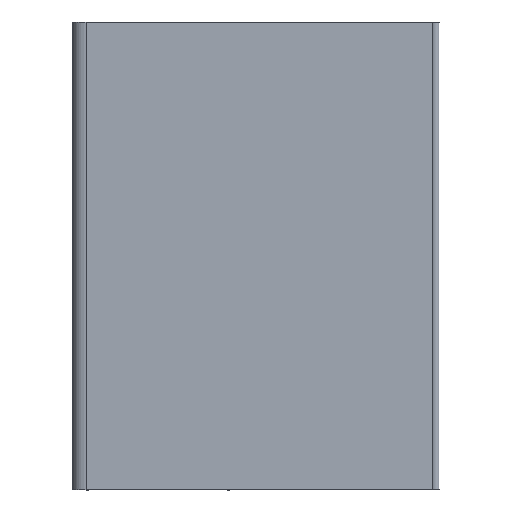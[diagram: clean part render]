
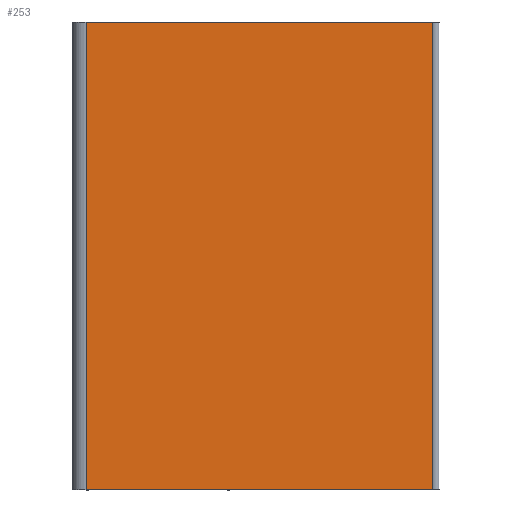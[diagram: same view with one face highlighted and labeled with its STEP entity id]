
A CAD part, top view. The second image highlights one B-rep face of the part: STEP entity #253.
In plain terms, the highlighted planar face has unit normal (0, 0, 1).
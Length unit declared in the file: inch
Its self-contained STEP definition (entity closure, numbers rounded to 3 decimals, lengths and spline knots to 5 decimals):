
#190=CARTESIAN_POINT('',(9.10956,8.21119,0.59195));
#191=VERTEX_POINT('',#190);
#199=CARTESIAN_POINT('',(9.10956,2.21119,0.59195));
#200=VERTEX_POINT('',#199);
#201=CARTESIAN_POINT('',(9.10956,5.21119,0.59195));
#202=DIRECTION('',(0.,-1.,0.));
#203=VECTOR('',#202,1.);
#204=LINE('',#201,#203);
#205=EDGE_CURVE('',#191,#200,#204,.T.);
#223=CARTESIAN_POINT('',(4.6703,8.21119,0.59195));
#224=VERTEX_POINT('',#223);
#225=CARTESIAN_POINT('',(9.10956,8.21119,0.59195));
#226=DIRECTION('',(-1.,0.,0.));
#227=VECTOR('',#226,1.);
#228=LINE('',#225,#227);
#229=EDGE_CURVE('',#191,#224,#228,.T.);
#230=ORIENTED_EDGE('',*,*,#229,.T.);
#231=CARTESIAN_POINT('',(4.6703,2.21119,0.59195));
#232=VERTEX_POINT('',#231);
#233=CARTESIAN_POINT('',(4.6703,5.21119,0.59195));
#234=DIRECTION('',(0.,1.,0.));
#235=VECTOR('',#234,1.);
#236=LINE('',#233,#235);
#237=EDGE_CURVE('',#232,#224,#236,.T.);
#238=ORIENTED_EDGE('',*,*,#237,.F.);
#239=CARTESIAN_POINT('',(9.10956,2.21119,0.59195));
#240=DIRECTION('',(1.,0.,0.));
#241=VECTOR('',#240,1.);
#242=LINE('',#239,#241);
#243=EDGE_CURVE('',#232,#200,#242,.T.);
#244=ORIENTED_EDGE('',*,*,#243,.T.);
#245=ORIENTED_EDGE('',*,*,#205,.F.);
#246=EDGE_LOOP('',(#230,#238,#244,#245));
#247=FACE_OUTER_BOUND('',#246,.T.);
#248=CARTESIAN_POINT('',(6.88993,5.21119,0.59195));
#249=DIRECTION('',(0.,0.,1.));
#250=DIRECTION('',(1.,0.,0.));
#251=AXIS2_PLACEMENT_3D('',#248,#249,#250);
#252=PLANE('',#251);
#253=ADVANCED_FACE('',(#247),#252,.T.);
